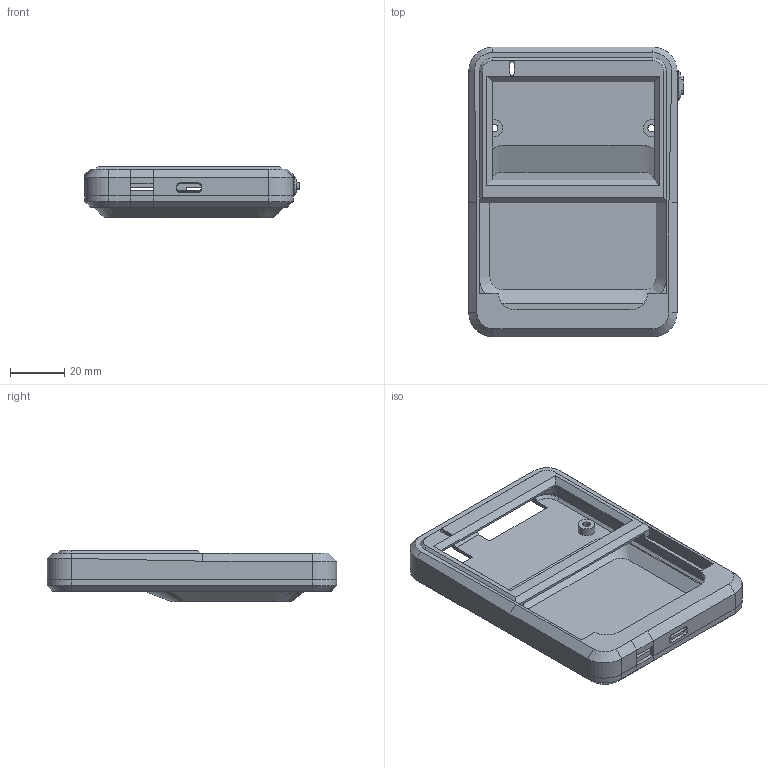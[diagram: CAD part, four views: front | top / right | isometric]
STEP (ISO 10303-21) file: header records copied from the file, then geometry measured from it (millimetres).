
FILE_DESCRIPTION(/* description */ ('beepberry-case-v1'),/* implementation_level */ '2;1');
FILE_NAME(/* name */ 'beepberry-case-v1.step',/* author */ ('SQFMI'),/* organization */ ('SQFMI'),/* preprocessor_version */ 'ST-DEVELOPER v19.2',/* authorisation */ '');
FILE_SCHEMA (('AUTOMOTIVE_DESIGN { 1 0 10303 214 3 1 1 }'));
Length unit declared in the file: millimetre
Products named in the file (1): beeperv2case
Bounding box: 79.07 x 106.8 x 18.95 mm (x, y, z)
Volume: 24932.1 mm3; surface area: 32454.6 mm2
Topology: 3 solids, 3 shells, 282 faces, 730 edges, 469 vertices
Faces by surface type: plane 202, cylinder 50, cone 24, bspline 6
Full cylindrical faces by diameter (mm): 2.7 x4, 5.2 x4, 6.2 x4
Entity records: 10572 total; most frequent: CARTESIAN_POINT 3537, ORIENTED_EDGE 1460, DIRECTION 1409, EDGE_CURVE 730, LINE 571, VECTOR 571, VERTEX_POINT 469, AXIS2_PLACEMENT_3D 419
